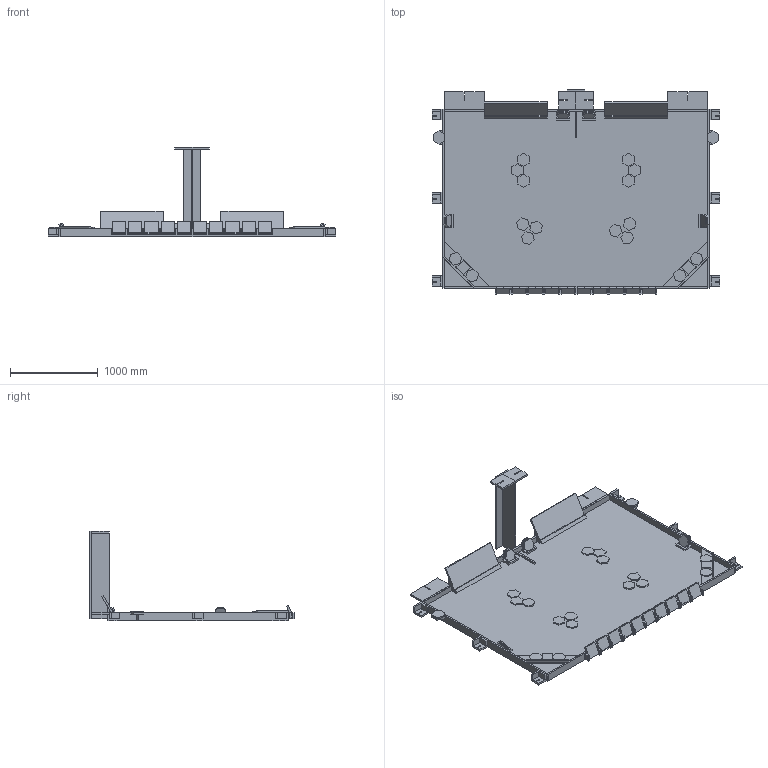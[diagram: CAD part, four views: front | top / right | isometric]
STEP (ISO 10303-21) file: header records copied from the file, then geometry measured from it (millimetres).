
FILE_DESCRIPTION(/* description */ (''),/* implementation_level */ '2;1');
FILE_NAME(/* name */ 'TABLE_2021 v78.step',/* time_stamp */ '2021-10-16T23:26:56+02:00',/* author */ (''),/* organization */ (''),/* preprocessor_version */ 'ST-DEVELOPER v18.1',/* originating_system */ 'Autodesk Translation Framework v10.10.0.1391',/* authorisation */ '');
FILE_SCHEMA (('AUTOMOTIVE_DESIGN { 1 0 10303 214 3 1 1 }'));
Length unit declared in the file: millimetre
Products named in the file (102): TABLE_2021; BaseTable; BorderLong; BorderSmall; Ground; Edge Beacon Right; Edge Beacon Left; Edge Beacon Right_1; Edge Beacon Right_2; Edge Beacon Left_1; Edge Beacon Left_2; EdgeBeacons_Base; EdgeBeacons_LargeBorder; EdgeBeacons_SmallBorder; MiddleBeaconTop; MiddleBeaconVertSupport1; MiddleBeaconVertSupport2; ExperimentZone; PaintExperience; Echantillons; Frises; FriseJaune; Frise; FriseViolet; Frise_1; FRISE_2; BORDURE; TRIANGLE_GAUCHE; TRIANGLE_DROIT; TRIANGLE_CENTRE; TaquetArriere; Distributeurs; Distributeur 2 Side; Distributeur 2 Side_1; TasseauBordure; TasseauCote; TasseauAvant; Distributeur 2 Top; Distributeur 2 Top_1; TasseauBordure_1 ...
Assembly tree (236 placements, depth 7):
  TABLE_2021
    BaseTable
      BorderLong  x2
      BorderSmall  x2
      Ground
      Edge Beacon Right
        EdgeBeacons_Base
        EdgeBeacons_SmallBorder
        EdgeBeacons_LargeBorder
      Edge Beacon Left
        EdgeBeacons_Base
        EdgeBeacons_LargeBorder
        EdgeBeacons_SmallBorder
      Edge Beacon Right_1
        EdgeBeacons_Base
        EdgeBeacons_SmallBorder
        EdgeBeacons_LargeBorder
      Edge Beacon Right_2
        EdgeBeacons_Base
        EdgeBeacons_SmallBorder
        EdgeBeacons_LargeBorder
      Edge Beacon Left_1
        EdgeBeacons_Base
        EdgeBeacons_LargeBorder
        EdgeBeacons_SmallBorder
      Edge Beacon Left_2
        EdgeBeacons_Base
        EdgeBeacons_LargeBorder
        EdgeBeacons_SmallBorder
      MiddleBeaconTop
      MiddleBeaconVertSupport1
      MiddleBeaconVertSupport2
      ExperimentZone  x2
      PaintExperience  x2
    Echantillons
      EchantillonBleu  x6
      EchantillonVert  x6
      EchantillonRouge  x6
    Frises
      FriseJaune
        Frise
          FRISE_2
          BORDURE
          TRIANGLE_GAUCHE
          TRIANGLE_DROIT
          TRIANGLE_CENTRE
          TaquetArriere  x3
      FriseViolet
        Frise_1
          FRISE_2
          BORDURE
          TRIANGLE_GAUCHE
          TRIANGLE_DROIT
          TRIANGLE_CENTRE
          TaquetArriere  x3
    Distributeurs
      Distributeur 2 Side
        TasseauBordure
        TasseauCote  x2
        TasseauAvant
Bounding box: 3288 x 2336 x 1022 mm (x, y, z)
Volume: 203090612 mm3; surface area: 22853791.3 mm2
Topology: 177 solids, 177 shells, 1489 faces, 3405 edges, 2270 vertices
Faces by surface type: plane 1209, cylinder 280
Full cylindrical faces by diameter (mm): 0.813 x20, 3 x10
Entity records: 14905 total; most frequent: DIRECTION 2474, CARTESIAN_POINT 2249, ORIENTED_EDGE 1788, EDGE_CURVE 894, LINE 832, VECTOR 832, AXIS2_PLACEMENT_3D 821, VERTEX_POINT 596
